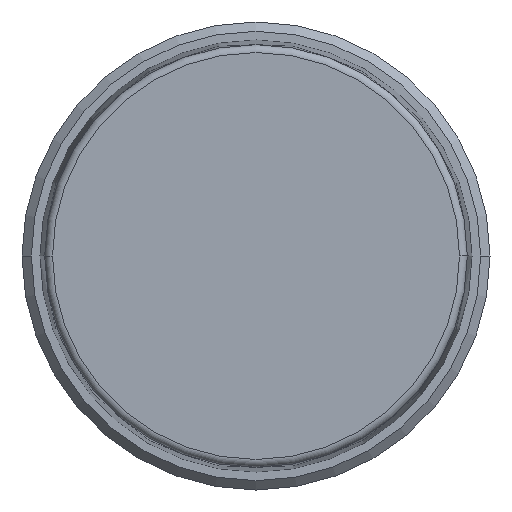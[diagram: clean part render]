
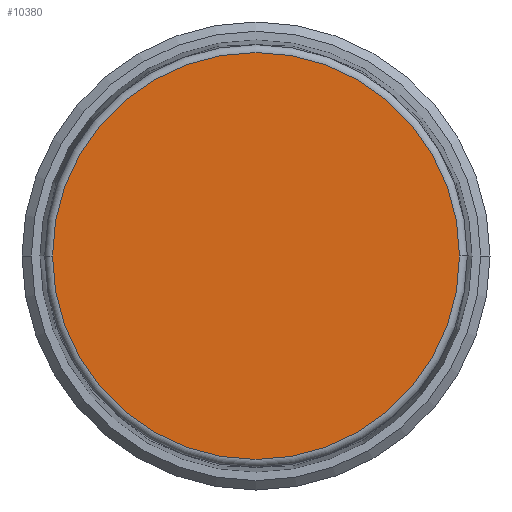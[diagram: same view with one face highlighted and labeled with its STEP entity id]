
A CAD part, front view. The second image highlights one B-rep face of the part: STEP entity #10380.
In plain terms, the highlighted planar face has unit normal (0, -1, 0).
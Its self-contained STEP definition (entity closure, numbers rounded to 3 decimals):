
#3453=CARTESIAN_POINT('',(0.,-18.,0.));
#3454=DIRECTION('',(0.,-1.,0.));
#3455=DIRECTION('',(-1.,0.,0.));
#3456=AXIS2_PLACEMENT_3D('',#3453,#3454,#3455);
#3463=CARTESIAN_POINT('',(0.,-18.,0.));
#3464=DIRECTION('',(0.,-1.,0.));
#3465=DIRECTION('',(1.,0.,0.));
#3466=AXIS2_PLACEMENT_3D('',#3463,#3464,#3465);
#3502=CARTESIAN_POINT('',(-13.044,-18.,0.));
#3504=VERTEX_POINT('',#3502);
#3506=CARTESIAN_POINT('',(13.044,-18.,0.));
#3508=VERTEX_POINT('',#3506);
#10370=CARTESIAN_POINT('',(0.,-18.,0.));
#10371=DIRECTION('',(0.,1.,0.));
#10372=DIRECTION('',(1.,0.,0.));
#10373=AXIS2_PLACEMENT_3D('',#10370,#10371,#10372);
#10374=PLANE('',#10373);
#10376=ORIENTED_EDGE('',*,*,#10375,.F.);
#10377=ORIENTED_EDGE('',*,*,#10353,.F.);
#10378=EDGE_LOOP('',(#10376,#10377));
#10379=FACE_OUTER_BOUND('',#10378,.F.);
#10380=ADVANCED_FACE('',(#10379),#10374,.F.);
#3457=CIRCLE('',#3456,13.044);
#3467=CIRCLE('',#3466,13.044);
#10353=EDGE_CURVE('',#3504,#3508,#3457,.T.);
#10375=EDGE_CURVE('',#3508,#3504,#3467,.T.);
